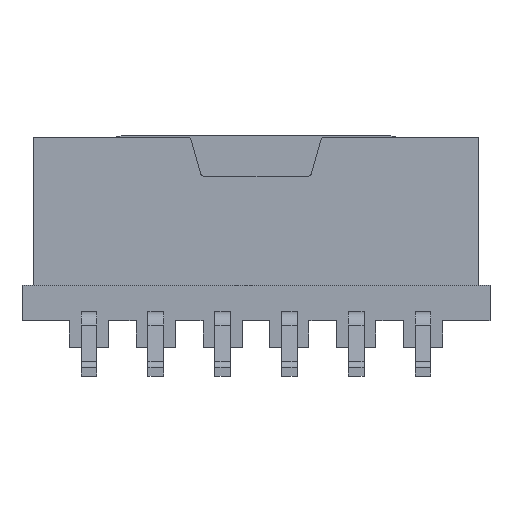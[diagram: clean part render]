
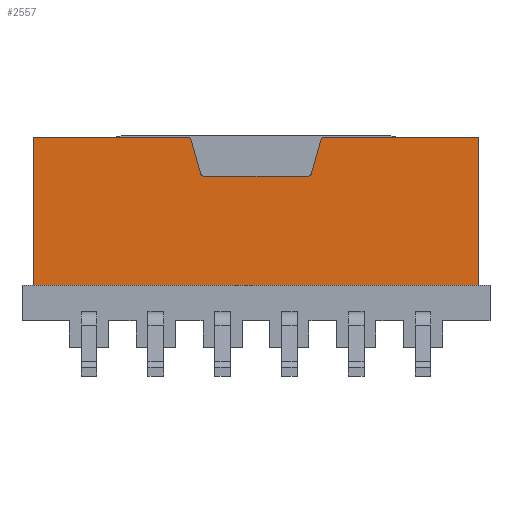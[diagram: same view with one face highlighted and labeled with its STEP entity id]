
A CAD part, front view. The second image highlights one B-rep face of the part: STEP entity #2557.
In plain terms, the highlighted planar face has unit normal (0, -1, 0).
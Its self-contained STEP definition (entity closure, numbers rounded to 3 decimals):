
#2557=ADVANCED_FACE('',(#5201),#5202,.T.);
#5201=FACE_OUTER_BOUND('',#6321,.T.);
#5202=PLANE('',#6322);
#6321=EDGE_LOOP('',(#8130,#8131,#8132,#8133,#8134,#8135,#8136,#8137,#8138,#8139,#8140,#8141));
#6322=AXIS2_PLACEMENT_3D('',#8142,#8143,#8144);
#8130=ORIENTED_EDGE('',*,*,#10468,.T.);
#8131=ORIENTED_EDGE('',*,*,#10474,.T.);
#8132=ORIENTED_EDGE('',*,*,#10488,.F.);
#8133=ORIENTED_EDGE('',*,*,#10489,.T.);
#8134=ORIENTED_EDGE('',*,*,#10490,.F.);
#8135=ORIENTED_EDGE('',*,*,#10491,.T.);
#8136=ORIENTED_EDGE('',*,*,#10492,.F.);
#8137=ORIENTED_EDGE('',*,*,#10493,.T.);
#8138=ORIENTED_EDGE('',*,*,#10494,.T.);
#8139=ORIENTED_EDGE('',*,*,#10495,.T.);
#8140=ORIENTED_EDGE('',*,*,#10496,.F.);
#8141=ORIENTED_EDGE('',*,*,#10497,.F.);
#8142=CARTESIAN_POINT('',(10.0,-10.0,4.68));
#8143=DIRECTION('',(0.,-1.0,0.));
#8144=DIRECTION('',(-1.0,0.,0.));
#10468=EDGE_CURVE('',#11725,#11723,#11726,.T.);
#10474=EDGE_CURVE('',#11723,#11734,#11736,.T.);
#10488=EDGE_CURVE('',#11761,#11734,#11762,.T.);
#10489=EDGE_CURVE('',#11761,#11763,#11764,.F.);
#10490=EDGE_CURVE('',#11765,#11763,#11766,.T.);
#10491=EDGE_CURVE('',#11765,#11767,#11768,.F.);
#10492=EDGE_CURVE('',#11769,#11767,#11770,.T.);
#10493=EDGE_CURVE('',#11769,#11771,#11772,.T.);
#10494=EDGE_CURVE('',#11771,#11773,#11774,.T.);
#10495=EDGE_CURVE('',#11773,#11775,#11776,.T.);
#10496=EDGE_CURVE('',#11777,#11775,#11778,.T.);
#10497=EDGE_CURVE('',#11725,#11777,#11779,.T.);
#11723=VERTEX_POINT('',#12028);
#11725=VERTEX_POINT('',#12031);
#11726=LINE('',#12032,#12033);
#11734=VERTEX_POINT('',#12044);
#11736=CIRCLE('',#12047,0.15);
#11761=VERTEX_POINT('',#12085);
#11762=LINE('',#12086,#12087);
#11763=VERTEX_POINT('',#12088);
#11764=CIRCLE('',#12089,0.15);
#11765=VERTEX_POINT('',#12090);
#11766=LINE('',#12091,#12092);
#11767=VERTEX_POINT('',#12093);
#11768=CIRCLE('',#12094,0.15);
#11769=VERTEX_POINT('',#12095);
#11770=LINE('',#12096,#12097);
#11771=VERTEX_POINT('',#12098);
#11772=CIRCLE('',#12099,0.15);
#11773=VERTEX_POINT('',#12100);
#11774=LINE('',#12101,#12102);
#11775=VERTEX_POINT('',#12103);
#11776=LINE('',#12104,#12105);
#11777=VERTEX_POINT('',#12106);
#11778=LINE('',#12107,#12108);
#11779=LINE('',#12109,#12110);
#12028=CARTESIAN_POINT('',(3.063,-10.0,4.68));
#12031=CARTESIAN_POINT('',(10.0,-10.0,4.68));
#12032=CARTESIAN_POINT('',(10.0,-10.0,4.68));
#12033=VECTOR('',#12298,1000.0);
#12044=CARTESIAN_POINT('',(2.919,-10.0,4.571));
#12047=AXIS2_PLACEMENT_3D('',#12306,#12307,#12308);
#12085=CARTESIAN_POINT('',(2.481,-10.0,3.045));
#12086=CARTESIAN_POINT('',(3.486,-10.0,6.548));
#12087=VECTOR('',#12322,1000.0);
#12088=CARTESIAN_POINT('',(2.337,-10.0,2.936));
#12089=AXIS2_PLACEMENT_3D('',#12323,#12324,#12325);
#12090=CARTESIAN_POINT('',(-2.337,-10.0,2.936));
#12091=CARTESIAN_POINT('',(10.0,-10.0,2.936));
#12092=VECTOR('',#12326,1000.0);
#12093=CARTESIAN_POINT('',(-2.481,-10.0,3.045));
#12094=AXIS2_PLACEMENT_3D('',#12327,#12328,#12329);
#12095=CARTESIAN_POINT('',(-2.919,-10.0,4.571));
#12096=CARTESIAN_POINT('',(-1.966,-10.0,1.249));
#12097=VECTOR('',#12330,1000.0);
#12098=CARTESIAN_POINT('',(-3.063,-10.0,4.68));
#12099=AXIS2_PLACEMENT_3D('',#12331,#12332,#12333);
#12100=CARTESIAN_POINT('',(-10.0,-10.0,4.68));
#12101=CARTESIAN_POINT('',(10.0,-10.0,4.68));
#12102=VECTOR('',#12334,1000.0);
#12103=CARTESIAN_POINT('',(-10.0,-10.0,-1.97));
#12104=CARTESIAN_POINT('',(-10.0,-10.0,4.68));
#12105=VECTOR('',#12335,1000.0);
#12106=CARTESIAN_POINT('',(10.0,-10.0,-1.97));
#12107=CARTESIAN_POINT('',(10.0,-10.0,-1.97));
#12108=VECTOR('',#12336,1000.0);
#12109=CARTESIAN_POINT('',(10.0,-10.0,4.68));
#12110=VECTOR('',#12337,1000.0);
#12298=DIRECTION('',(-1.0,0.,0.));
#12306=CARTESIAN_POINT('',(3.063,-10.0,4.53));
#12307=DIRECTION('',(0.,-1.0,0.));
#12308=DIRECTION('',(1.0,0.,0.));
#12322=DIRECTION('',(0.276,0.,0.961));
#12323=CARTESIAN_POINT('',(2.337,-10.0,3.086));
#12324=DIRECTION('',(0.,-1.0,0.));
#12325=DIRECTION('',(1.0,0.,0.));
#12326=DIRECTION('',(1.0,0.,0.));
#12327=CARTESIAN_POINT('',(-2.337,-10.0,3.086));
#12328=DIRECTION('',(0.,-1.0,0.));
#12329=DIRECTION('',(1.0,0.,0.));
#12330=DIRECTION('',(0.276,0.,-0.961));
#12331=CARTESIAN_POINT('',(-3.063,-10.0,4.53));
#12332=DIRECTION('',(0.,-1.0,0.));
#12333=DIRECTION('',(1.0,0.,0.));
#12334=DIRECTION('',(-1.0,0.,0.));
#12335=DIRECTION('',(0.,0.,-1.0));
#12336=DIRECTION('',(-1.0,0.,0.));
#12337=DIRECTION('',(0.,0.,-1.0));
